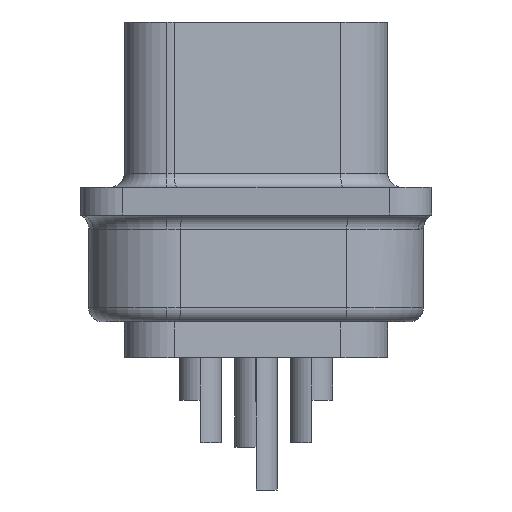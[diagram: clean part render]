
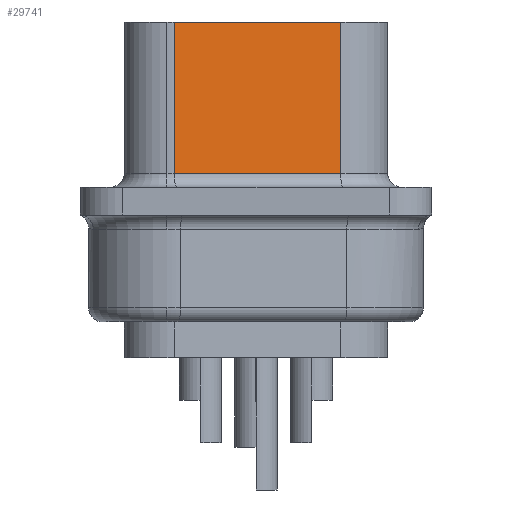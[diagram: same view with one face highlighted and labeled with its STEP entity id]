
A CAD part, left-side view. The second image highlights one B-rep face of the part: STEP entity #29741.
In plain terms, the highlighted planar face has unit normal (-0.985, -0.174, 0).
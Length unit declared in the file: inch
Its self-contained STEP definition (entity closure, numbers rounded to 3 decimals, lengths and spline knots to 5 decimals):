
#24280 = CARTESIAN_POINT ( 'NONE',  ( -1.1125, 0.11458, 0.2515 ) ) ;
#26291 = DIRECTION ( 'NONE',  ( 0., 0., -1. ) ) ;
#26293 = VECTOR ( 'NONE', #26291, 39.37008 ) ;
#26296 = CARTESIAN_POINT ( 'NONE',  ( -1.1125, 0.11458, 0.2515 ) ) ;
#26298 = LINE ( 'NONE', #26296, #26293 ) ;
#26471 = CARTESIAN_POINT ( 'NONE',  ( -1.1125, 0.11458, 0.0395 ) ) ;
#29741 = ADVANCED_FACE ( 'NONE', ( #30792 ), #30791, .F. ) ;
#29742 = EDGE_LOOP ( 'NONE', ( #29743, #29745, #29749, #29751 ) ) ;
#29743 = ORIENTED_EDGE ( 'NONE', *, *, #31681, .T. ) ;
#29745 = ORIENTED_EDGE ( 'NONE', *, *, #29746, .T. ) ;
#29746 = EDGE_CURVE ( 'NONE', #31721, #29748, #30849, .T. ) ;
#29748 = VERTEX_POINT ( 'NONE', #30845 ) ;
#29749 = ORIENTED_EDGE ( 'NONE', *, *, #29750, .F. ) ;
#29750 = EDGE_CURVE ( 'NONE', #33707, #29748, #30844, .T. ) ;
#29751 = ORIENTED_EDGE ( 'NONE', *, *, #33696, .F. ) ;
#30287 = VERTEX_POINT ( 'NONE', #24280 ) ;
#30787 = DIRECTION ( 'NONE',  ( -0.174, 0.985, 0. ) ) ;
#30788 = DIRECTION ( 'NONE',  ( 0.985, 0.174, 0. ) ) ;
#30789 = CARTESIAN_POINT ( 'NONE',  ( -1.1125, 0.11458, 0.2515 ) ) ;
#30790 = AXIS2_PLACEMENT_3D ( 'NONE', #30789, #30788, #30787 ) ;
#30791 = PLANE ( 'NONE',  #30790 ) ;
#30792 = FACE_OUTER_BOUND ( 'NONE', #29742, .T. ) ;
#30841 = DIRECTION ( 'NONE',  ( 0., 0., -1. ) ) ;
#30842 = VECTOR ( 'NONE', #30841, 39.37008 ) ;
#30843 = CARTESIAN_POINT ( 'NONE',  ( -1.07133, -0.11889, 0.2515 ) ) ;
#30844 = LINE ( 'NONE', #30843, #30842 ) ;
#30845 = CARTESIAN_POINT ( 'NONE',  ( -1.07133, -0.11889, 0.0395 ) ) ;
#30846 = DIRECTION ( 'NONE',  ( 0.174, -0.985, 0. ) ) ;
#30847 = VECTOR ( 'NONE', #30846, 39.37008 ) ;
#30848 = CARTESIAN_POINT ( 'NONE',  ( -1.07133, -0.11889, 0.0395 ) ) ;
#30849 = LINE ( 'NONE', #30848, #30847 ) ;
#31681 = EDGE_CURVE ( 'NONE', #30287, #31721, #26298, .T. ) ;
#31721 = VERTEX_POINT ( 'NONE', #26471 ) ;
#33696 = EDGE_CURVE ( 'NONE', #30287, #33707, #35924, .T. ) ;
#33707 = VERTEX_POINT ( 'NONE', #36013 ) ;
#35922 = VECTOR ( 'NONE', #36043, 39.37008 ) ;
#35923 = CARTESIAN_POINT ( 'NONE',  ( -1.1125, 0.11458, 0.2515 ) ) ;
#35924 = LINE ( 'NONE', #35923, #35922 ) ;
#36013 = CARTESIAN_POINT ( 'NONE',  ( -1.07133, -0.11889, 0.2515 ) ) ;
#36043 = DIRECTION ( 'NONE',  ( 0.174, -0.985, 0. ) ) ;
